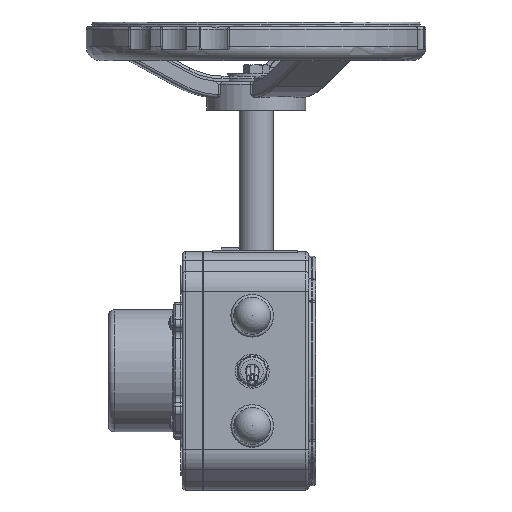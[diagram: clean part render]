
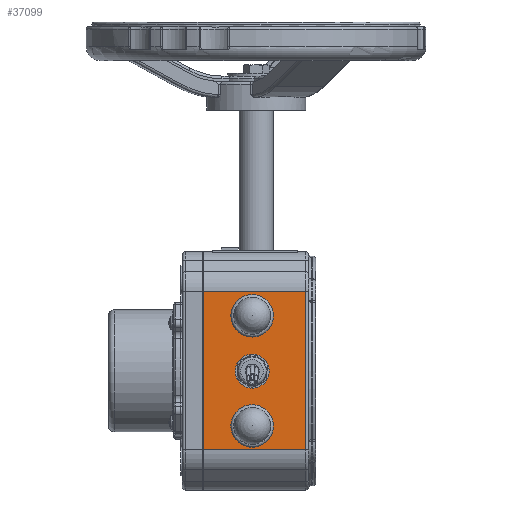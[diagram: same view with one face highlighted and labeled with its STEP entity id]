
A CAD part, left-side view. The second image highlights one B-rep face of the part: STEP entity #37099.
In plain terms, the highlighted planar face has unit normal (-1, 0, 0).
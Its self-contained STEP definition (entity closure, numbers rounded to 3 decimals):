
#801=CIRCLE('',#39458,7.5);
#806=CIRCLE('',#39465,7.5);
#4361=FACE_BOUND('',#7508,.T.);
#4362=FACE_BOUND('',#7509,.T.);
#5335=FACE_OUTER_BOUND('',#7507,.T.);
#7507=EDGE_LOOP('',(#26438,#26439,#26440,#26441));
#7508=EDGE_LOOP('',(#26442));
#7509=EDGE_LOOP('',(#26443));
#9772=LINE('',#53211,#12384);
#9894=LINE('',#53790,#12506);
#9914=LINE('',#53834,#12526);
#9915=LINE('',#53836,#12527);
#12384=VECTOR('',#43360,10.);
#12506=VECTOR('',#43816,10.);
#12526=VECTOR('',#43856,10.);
#12527=VECTOR('',#43859,10.);
#16323=VERTEX_POINT('',#52711);
#16327=VERTEX_POINT('',#52723);
#16409=VERTEX_POINT('',#53205);
#16410=VERTEX_POINT('',#53209);
#16600=VERTEX_POINT('',#53787);
#16601=VERTEX_POINT('',#53789);
#19951=EDGE_CURVE('',#16323,#16323,#801,.T.);
#19957=EDGE_CURVE('',#16327,#16327,#806,.T.);
#20107=EDGE_CURVE('',#16409,#16410,#9772,.T.);
#20351=EDGE_CURVE('',#16601,#16600,#9894,.T.);
#20375=EDGE_CURVE('',#16410,#16600,#9914,.T.);
#20376=EDGE_CURVE('',#16601,#16409,#9915,.T.);
#26438=ORIENTED_EDGE('',*,*,#20107,.F.);
#26439=ORIENTED_EDGE('',*,*,#20376,.F.);
#26440=ORIENTED_EDGE('',*,*,#20351,.T.);
#26441=ORIENTED_EDGE('',*,*,#20375,.F.);
#26442=ORIENTED_EDGE('',*,*,#19951,.T.);
#26443=ORIENTED_EDGE('',*,*,#19957,.T.);
#36148=PLANE('',#39818);
#37099=ADVANCED_FACE('',(#5335,#4361,#4362),#36148,.T.);
#39458=AXIS2_PLACEMENT_3D('',#52713,#42962,#42963);
#39465=AXIS2_PLACEMENT_3D('',#52725,#42977,#42978);
#39818=AXIS2_PLACEMENT_3D('',#53835,#43857,#43858);
#42962=DIRECTION('center_axis',(1.,0.,0.));
#42963=DIRECTION('ref_axis',(0.,0.,1.));
#42977=DIRECTION('center_axis',(1.,0.,0.));
#42978=DIRECTION('ref_axis',(0.,0.,1.));
#43360=DIRECTION('',(0.,-1.,0.));
#43816=DIRECTION('',(0.,-1.,0.));
#43856=DIRECTION('',(0.,0.,-1.));
#43857=DIRECTION('center_axis',(-1.,0.,0.));
#43858=DIRECTION('ref_axis',(0.,-1.,0.));
#43859=DIRECTION('',(0.,0.,1.));
#52711=CARTESIAN_POINT('',(-30.,-19.432,9.599));
#52713=CARTESIAN_POINT('Origin',(-30.,-19.432,17.099));
#52723=CARTESIAN_POINT('',(-30.,19.432,9.599));
#52725=CARTESIAN_POINT('Origin',(-30.,19.432,17.099));
#53205=CARTESIAN_POINT('',(-30.,27.858,36.));
#53209=CARTESIAN_POINT('',(-30.,-27.858,36.));
#53211=CARTESIAN_POINT('',(-30.,21.,36.));
#53787=CARTESIAN_POINT('',(-30.,-27.858,0.));
#53789=CARTESIAN_POINT('',(-30.,27.858,0.));
#53790=CARTESIAN_POINT('',(-30.,42.,0.));
#53834=CARTESIAN_POINT('',(-30.,-27.858,0.));
#53835=CARTESIAN_POINT('Origin',(-30.,42.,0.));
#53836=CARTESIAN_POINT('',(-30.,27.858,0.));
